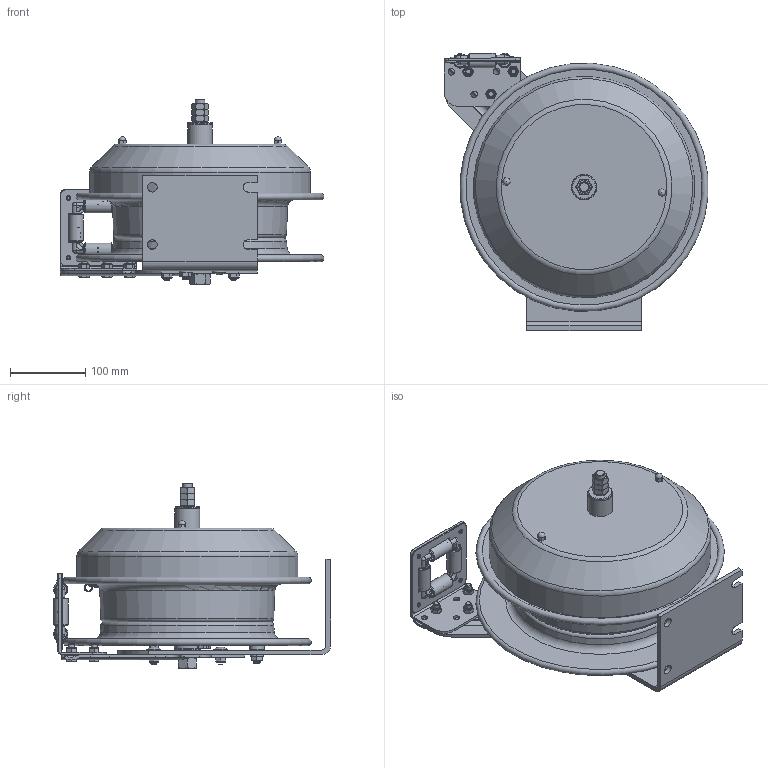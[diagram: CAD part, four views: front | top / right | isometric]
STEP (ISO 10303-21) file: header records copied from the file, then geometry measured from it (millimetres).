
FILE_DESCRIPTION(/* description */ (''),/* implementation_level */ '2;1');
FILE_NAME(/* name */ 'P-WC13L-3506_SHARED.stp',/* time_stamp */ '2020-02-27T08:58:51-07:00',/* author */ ('NMelton'),/* organization */ (''),/* preprocessor_version */ 'ST-DEVELOPER v17',/* originating_system */ 'Autodesk Inventor 2019',/* authorisation */ '');
FILE_SCHEMA (('AUTOMOTIVE_DESIGN { 1 0 10303 214 3 1 1 }'));
Length unit declared in the file: inch
Products named in the file (1): P-WC13L-3506_SHARED
Bounding box: 350.89 x 368.48 x 246.22 mm (x, y, z)
Surface area: 804345 mm2 (no closed solid volume)
Topology: 0 solids, 105 shells, 914 faces, 3336 edges, 2453 vertices
Faces by surface type: plane 431, cylinder 250, cone 128, torus 63, sphere 38, bspline 4
Full cylindrical faces by diameter (mm): 4.699 x4, 4.826 x3, 5.556 x3, 5.588 x4, 6.35 x4, 7.137 x2, 7.938 x3, 8.731 x7, 11.43 x3, 12.192 x8, 12.548 x1, 12.7 x3, 15.875 x1, 18.923 x1, 19.05 x5, 28.575 x1, 32.372 x1, 33.02 x2, 34.036 x1, 34.925 x1, 35.052 x1, 294.386 x1
Entity records: 37893 total; most frequent: CARTESIAN_POINT 8571, DIRECTION 6120, ORIENTED_EDGE 5235, EDGE_CURVE 3291, VERTEX_POINT 2453, AXIS2_PLACEMENT_3D 2265, LINE 1590, VECTOR 1590
